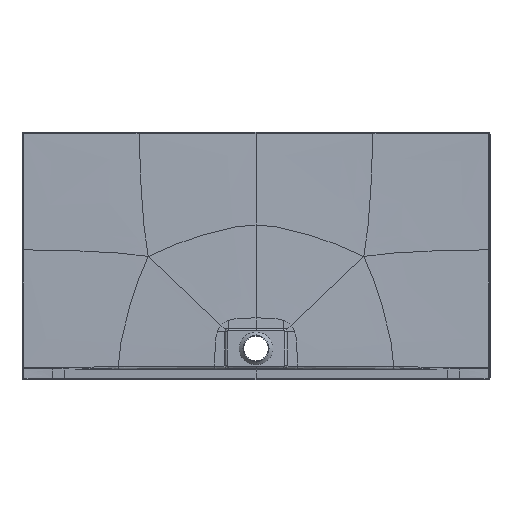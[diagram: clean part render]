
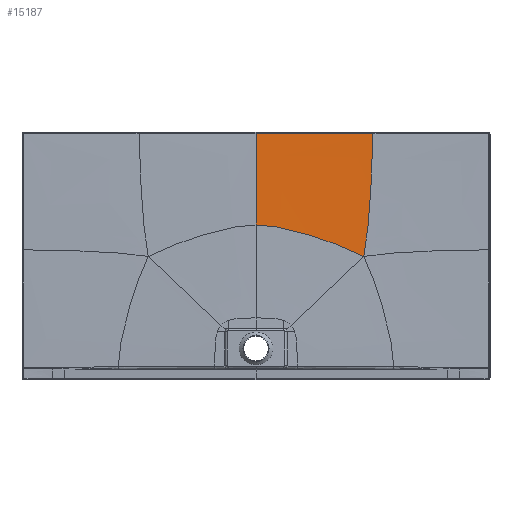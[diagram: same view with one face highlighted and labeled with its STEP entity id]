
A CAD part, front view. The second image highlights one B-rep face of the part: STEP entity #15187.
In plain terms, the highlighted free-form (B-spline) face has degree [3, 3] with [8, 10] control points.
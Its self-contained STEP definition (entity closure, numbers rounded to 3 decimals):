
#1402=CARTESIAN_POINT('',(391.353,-9.319,448.366));
#1404=CARTESIAN_POINT('',(0.,-10.899,
562.57));
#1405=CARTESIAN_POINT('',(26.598,-10.899,562.57));
#1406=CARTESIAN_POINT('',(83.509,-10.785,555.921));
#1407=CARTESIAN_POINT('',(177.905,-10.418,531.693));
#1408=CARTESIAN_POINT('',(263.007,-10.056,503.995));
#1409=CARTESIAN_POINT('',(335.13,-9.688,475.462));
#1410=CARTESIAN_POINT('',(372.464,-9.453,458.035));
#1411=CARTESIAN_POINT('',(391.353,-9.319,448.366));
#3882=CARTESIAN_POINT('',(424.993,-3.052,894.979));
#3905=CARTESIAN_POINT('',(0.002,-3.119,
894.953));
#3906=CARTESIAN_POINT('',(13.114,-3.119,894.953));
#3907=CARTESIAN_POINT('',(41.086,-3.118,894.953));
#3908=CARTESIAN_POINT('',(87.784,-3.115,894.955));
#3909=CARTESIAN_POINT('',(140.777,-3.108,894.957));
#3910=CARTESIAN_POINT('',(200.686,-3.099,894.961));
#3911=CARTESIAN_POINT('',(268.284,-3.086,894.966));
#3912=CARTESIAN_POINT('',(343.051,-3.07,894.972));
#3913=CARTESIAN_POINT('',(396.962,-3.058,894.977));
#3914=CARTESIAN_POINT('',(424.993,-3.052,894.979));
#3916=CARTESIAN_POINT('',(424.993,-3.052,894.979));
#3917=CARTESIAN_POINT('',(424.907,-3.371,864.739));
#3918=CARTESIAN_POINT('',(423.104,-4.141,801.575));
#3919=CARTESIAN_POINT('',(418.633,-5.346,715.581));
#3920=CARTESIAN_POINT('',(413.797,-6.45,638.212));
#3921=CARTESIAN_POINT('',(408.993,-7.337,576.631));
#3922=CARTESIAN_POINT('',(403.221,-8.131,523.179));
#3923=CARTESIAN_POINT('',(397.024,-8.799,480.233));
#3924=CARTESIAN_POINT('',(393.344,-9.144,458.925));
#3925=CARTESIAN_POINT('',(391.353,-9.319,448.366));
#3927=DIRECTION('',(0.,-0.023,-1.));
#3928=VECTOR('',#3927,332.474);
#3929=CARTESIAN_POINT('',(0.002,-3.119,
894.953));
#3930=LINE('',#3929,#3928);
#4463=VERTEX_POINT('',#1402);
#4576=VERTEX_POINT('',#3882);
#4598=CARTESIAN_POINT('',(0.,-10.899,
562.57));
#4600=VERTEX_POINT('',#4598);
#4601=CARTESIAN_POINT('',(0.002,-3.119,
894.953));
#4602=VERTEX_POINT('',#4601);
#15098=CARTESIAN_POINT('',(-4.35,-3.024,
899.024));
#15099=CARTESIAN_POINT('',(-4.349,-3.674,
871.248));
#15100=CARTESIAN_POINT('',(-4.262,-4.982,
815.345));
#15101=CARTESIAN_POINT('',(-3.992,-6.62,
745.379));
#15102=CARTESIAN_POINT('',(-3.737,-7.936,
689.126));
#15103=CARTESIAN_POINT('',(-3.548,-8.924,
646.936));
#15104=CARTESIAN_POINT('',(-3.408,-9.747,
611.776));
#15105=CARTESIAN_POINT('',(-3.312,-10.428,
582.674));
#15106=CARTESIAN_POINT('',(-3.27,-10.78,
567.635));
#15107=CARTESIAN_POINT('',(-3.25,-10.967,
559.628));
#15108=CARTESIAN_POINT('',(32.517,-3.024,
899.025));
#15109=CARTESIAN_POINT('',(32.509,-3.675,
871.253));
#15110=CARTESIAN_POINT('',(31.862,-4.985,
815.365));
#15111=CARTESIAN_POINT('',(29.827,-6.625,
745.438));
#15112=CARTESIAN_POINT('',(27.903,-7.942,
689.239));
#15113=CARTESIAN_POINT('',(26.474,-8.93,
647.099));
#15114=CARTESIAN_POINT('',(25.418,-9.752,
611.99));
#15115=CARTESIAN_POINT('',(24.686,-10.433,
582.93));
#15116=CARTESIAN_POINT('',(24.366,-10.785,
567.913));
#15117=CARTESIAN_POINT('',(24.214,-10.972,
559.917));
#15118=CARTESIAN_POINT('',(104.8,-3.023,
899.018));
#15119=CARTESIAN_POINT('',(104.777,-3.651,
871.127));
#15120=CARTESIAN_POINT('',(102.772,-4.917,
814.915));
#15121=CARTESIAN_POINT('',(96.755,-6.512,
744.07));
#15122=CARTESIAN_POINT('',(91.381,-7.81,
686.632));
#15123=CARTESIAN_POINT('',(87.573,-8.793,
643.312));
#15124=CARTESIAN_POINT('',(84.927,-9.62,
607.055));
#15125=CARTESIAN_POINT('',(83.18,-10.311,
577.011));
#15126=CARTESIAN_POINT('',(82.441,-10.669,
561.491));
#15127=CARTESIAN_POINT('',(82.091,-10.86,
553.235));
#15128=CARTESIAN_POINT('',(212.499,-3.02,
898.994));
#15129=CARTESIAN_POINT('',(212.461,-3.561,
870.732));
#15130=CARTESIAN_POINT('',(209.065,-4.668,
813.488));
#15131=CARTESIAN_POINT('',(199.377,-6.12,
739.412));
#15132=CARTESIAN_POINT('',(191.186,-7.358,
677.409));
#15133=CARTESIAN_POINT('',(185.612,-8.329,
629.647));
#15134=CARTESIAN_POINT('',(181.875,-9.179,
588.985));
#15135=CARTESIAN_POINT('',(179.373,-9.905,
555.103));
#15136=CARTESIAN_POINT('',(178.257,-10.287,
537.59));
#15137=CARTESIAN_POINT('',(177.699,-10.493,
528.296));
#15138=CARTESIAN_POINT('',(301.041,-3.017,
898.959));
#15139=CARTESIAN_POINT('',(301.002,-3.467,870.065));
#15140=CARTESIAN_POINT('',(297.521,-4.425,
811.275));
#15141=CARTESIAN_POINT('',(287.879,-5.764,
733.285));
#15142=CARTESIAN_POINT('',(279.657,-6.955,
666.101));
#15143=CARTESIAN_POINT('',(273.801,-7.915,
613.42));
#15144=CARTESIAN_POINT('',(269.326,-8.775,
568.01));
#15145=CARTESIAN_POINT('',(265.66,-9.523,
530.102));
#15146=CARTESIAN_POINT('',(263.706,-9.92,
510.561));
#15147=CARTESIAN_POINT('',(262.609,-10.134,
500.212));
#15148=CARTESIAN_POINT('',(373.018,-3.014,
898.906));
#15149=CARTESIAN_POINT('',(372.989,-3.391,
868.834));
#15150=CARTESIAN_POINT('',(370.267,-4.243,
807.47));
#15151=CARTESIAN_POINT('',(362.979,-5.514,
724.768));
#15152=CARTESIAN_POINT('',(356.318,-6.662,
652.224));
#15153=CARTESIAN_POINT('',(350.91,-7.593,
594.758));
#15154=CARTESIAN_POINT('',(345.702,-8.43,
544.948));
#15155=CARTESIAN_POINT('',(340.525,-9.16,
503.456));
#15156=CARTESIAN_POINT('',(337.427,-9.549,
482.126));
#15157=CARTESIAN_POINT('',(335.651,-9.759,
470.892));
#15158=CARTESIAN_POINT('',(409.579,-3.013,
898.866));
#15159=CARTESIAN_POINT('',(409.557,-3.354,
867.861));
#15160=CARTESIAN_POINT('',(407.459,-4.156,
804.517));
#15161=CARTESIAN_POINT('',(402.041,-5.396,
718.648));
#15162=CARTESIAN_POINT('',(396.629,-6.515,
642.817));
#15163=CARTESIAN_POINT('',(391.634,-7.419,
582.527));
#15164=CARTESIAN_POINT('',(386.037,-8.228,
530.212));
#15165=CARTESIAN_POINT('',(379.976,-8.932,
486.677));
#15166=CARTESIAN_POINT('',(376.274,-9.309,
464.382));
#15167=CARTESIAN_POINT('',(374.087,-9.512,
452.597));
#15168=CARTESIAN_POINT('',(428.431,-3.012,
898.841));
#15169=CARTESIAN_POINT('',(428.414,-3.335,
867.247));
#15170=CARTESIAN_POINT('',(426.675,-4.113,
802.661));
#15171=CARTESIAN_POINT('',(422.323,-5.334,
714.906));
#15172=CARTESIAN_POINT('',(417.615,-6.435,
637.197));
#15173=CARTESIAN_POINT('',(412.853,-7.319,
575.331));
#15174=CARTESIAN_POINT('',(407.042,-8.109,
521.628));
#15175=CARTESIAN_POINT('',(400.551,-8.798,
476.992));
#15176=CARTESIAN_POINT('',(396.512,-9.167,
454.115));
#15177=CARTESIAN_POINT('',(394.168,-9.366,
442.076));
#15178=B_SPLINE_SURFACE_WITH_KNOTS('',3,3,((#15098,#15099,#15100,#15101,#15102,
#15103,#15104,#15105,#15106,#15107),(#15108,#15109,#15110,#15111,#15112,#15113,
#15114,#15115,#15116,#15117),(#15118,#15119,#15120,#15121,#15122,#15123,#15124,
#15125,#15126,#15127),(#15128,#15129,#15130,#15131,#15132,#15133,#15134,#15135,
#15136,#15137),(#15138,#15139,#15140,#15141,#15142,#15143,#15144,#15145,#15146,
#15147),(#15148,#15149,#15150,#15151,#15152,#15153,#15154,#15155,#15156,#15157),
(#15158,#15159,#15160,#15161,#15162,#15163,#15164,#15165,#15166,#15167),(#15168,
#15169,#15170,#15171,#15172,#15173,#15174,#15175,#15176,#15177)),.UNSPECIFIED.,
.F.,.F.,.F.,(4,1,1,1,1,4),(4,1,1,1,1,1,1,4),(-0.005,0.125,0.25,
0.375,0.438,0.504),(0.002,0.125,0.25,0.313,
0.375,0.438,0.469,0.504),.UNSPECIFIED.);
#15180=ORIENTED_EDGE('',*,*,#15179,.F.);
#15182=ORIENTED_EDGE('',*,*,#15181,.T.);
#15183=ORIENTED_EDGE('',*,*,#15090,.T.);
#15184=ORIENTED_EDGE('',*,*,#8110,.F.);
#15185=EDGE_LOOP('',(#15180,#15182,#15183,#15184));
#15186=FACE_OUTER_BOUND('',#15185,.F.);
#15187=ADVANCED_FACE('',(#15186),#15178,.F.);
#1412=B_SPLINE_CURVE_WITH_KNOTS('',3,(#1404,#1405,#1406,#1407,#1408,#1409,#1410,
#1411),.UNSPECIFIED.,.F.,.F.,(4,1,1,1,1,4),(0.,0.25,0.5,0.75,0.875,
1.),.UNSPECIFIED.);
#3915=B_SPLINE_CURVE_WITH_KNOTS('',3,(#3905,#3906,#3907,#3908,#3909,#3910,#3911,
#3912,#3913,#3914),.UNSPECIFIED.,.F.,.F.,(4,1,1,1,1,1,1,4),(0.,
0.143,0.286,0.429,0.571,
0.714,0.857,1.),.UNSPECIFIED.);
#3926=B_SPLINE_CURVE_WITH_KNOTS('',3,(#3916,#3917,#3918,#3919,#3920,#3921,#3922,
#3923,#3924,#3925),.UNSPECIFIED.,.F.,.F.,(4,1,1,1,1,1,1,4),(0.,
0.24,0.493,0.62,0.747,
0.873,0.937,1.),.UNSPECIFIED.);
#8110=EDGE_CURVE('',#4600,#4463,#1412,.T.);
#15090=EDGE_CURVE('',#4576,#4463,#3926,.T.);
#15179=EDGE_CURVE('',#4602,#4600,#3930,.T.);
#15181=EDGE_CURVE('',#4602,#4576,#3915,.T.);
